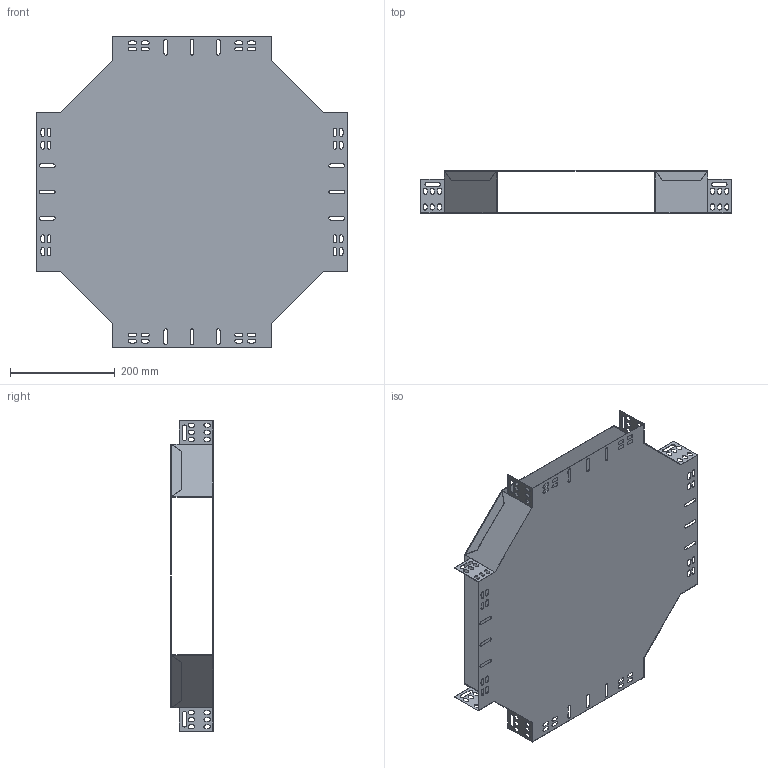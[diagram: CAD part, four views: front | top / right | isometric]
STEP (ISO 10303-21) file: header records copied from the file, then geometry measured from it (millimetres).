
FILE_DESCRIPTION (( 'STEP AP203' ), '1' );
FILE_NAME ('CLP1X-080-300-M-HDZ Êðåñòîâèíà 80õ300 IEK HDZ.STEP', '2016-02-19T07:44:01', ( '' ), ( '' ), 'SwSTEP 2.0', 'SolidWorks 2014', '' );
FILE_SCHEMA (( 'CONFIG_CONTROL_DESIGN' ));
Length unit declared in the file: millimetre
Products named in the file (1): CLP1X-080-300-M-HDZ Êðåñòîâèíà 80õ300 IEK HDZ
Bounding box: 591.34 x 81.6 x 591.34 mm (x, y, z)
Volume: 467540 mm3; surface area: 1175831.5 mm2
Topology: 2 solids, 2 shells, 500 faces, 1440 edges, 944 vertices
Faces by surface type: plane 292, cylinder 208
Entity records: 16871 total; most frequent: CARTESIAN_POINT 2885, ORIENTED_EDGE 2880, DIRECTION 2858, EDGE_CURVE 1440, LINE 1024, VECTOR 1024, VERTEX_POINT 944, AXIS2_PLACEMENT_3D 917
